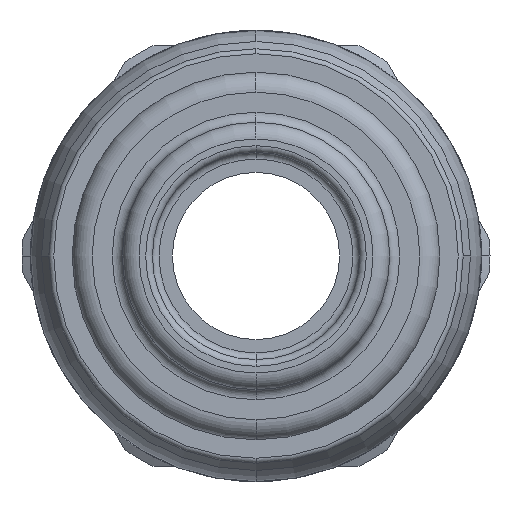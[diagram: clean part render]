
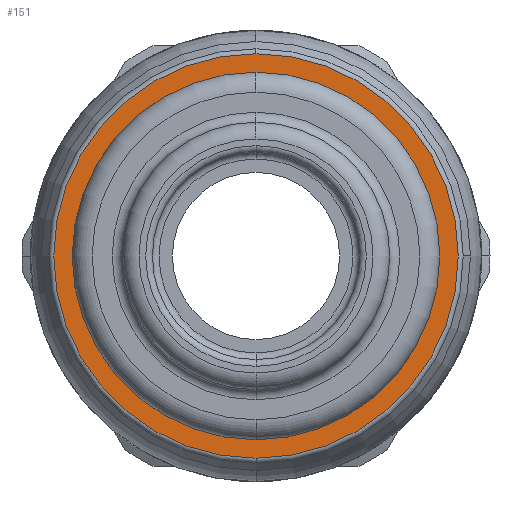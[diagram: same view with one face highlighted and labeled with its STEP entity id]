
A CAD part, front view. The second image highlights one B-rep face of the part: STEP entity #151.
In plain terms, the highlighted planar face has unit normal (0, -1, 0).
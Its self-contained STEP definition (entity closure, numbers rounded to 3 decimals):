
#151=ADVANCED_FACE('',(#390,#391),#392,.T.);
#390=FACE_OUTER_BOUND('',#655,.T.);
#391=FACE_BOUND('',#656,.T.);
#392=PLANE('',#657);
#655=EDGE_LOOP('',(#1567,#1568,#1569));
#656=EDGE_LOOP('',(#1570,#1571,#1572));
#657=AXIS2_PLACEMENT_3D('',#1573,#1574,#1575);
#1567=ORIENTED_EDGE('',*,*,#2092,.F.);
#1568=ORIENTED_EDGE('',*,*,#2093,.F.);
#1569=ORIENTED_EDGE('',*,*,#1883,.F.);
#1570=ORIENTED_EDGE('',*,*,#1890,.T.);
#1571=ORIENTED_EDGE('',*,*,#2091,.T.);
#1572=ORIENTED_EDGE('',*,*,#1891,.T.);
#1573=CARTESIAN_POINT('',(-5.175,17.4,0.0));
#1574=DIRECTION('',(0.,-1.0,-0.0));
#1575=DIRECTION('',(1.0,0.,0.0));
#1883=EDGE_CURVE('',#2318,#2320,#2321,.T.);
#1890=EDGE_CURVE('',#2334,#2332,#2335,.T.);
#1891=EDGE_CURVE('',#2326,#2334,#2336,.T.);
#2091=EDGE_CURVE('',#2332,#2326,#2656,.T.);
#2092=EDGE_CURVE('',#2657,#2318,#2658,.T.);
#2093=EDGE_CURVE('',#2320,#2657,#2659,.T.);
#2318=VERTEX_POINT('',#2922);
#2320=VERTEX_POINT('',#2924);
#2321=CIRCLE('',#2925,6.05);
#2326=VERTEX_POINT('',#2930);
#2332=VERTEX_POINT('',#2936);
#2334=VERTEX_POINT('',#2938);
#2335=CIRCLE('',#2939,4.3);
#2336=CIRCLE('',#2940,4.3);
#2656=CIRCLE('',#3550,4.3);
#2657=VERTEX_POINT('',#3551);
#2658=CIRCLE('',#3552,6.05);
#2659=CIRCLE('',#3553,6.05);
#2922=CARTESIAN_POINT('',(0.,17.4,6.05));
#2924=CARTESIAN_POINT('',(0.,17.4,-6.05));
#2925=AXIS2_PLACEMENT_3D('',#3843,#3844,#3845);
#2930=CARTESIAN_POINT('',(0.,17.4,-4.3));
#2936=CARTESIAN_POINT('',(0.,17.4,4.3));
#2938=CARTESIAN_POINT('',(-4.3,17.4,0.0));
#2939=AXIS2_PLACEMENT_3D('',#3864,#3865,#3866);
#2940=AXIS2_PLACEMENT_3D('',#3867,#3868,#3869);
#3550=AXIS2_PLACEMENT_3D('',#4247,#4248,#4249);
#3551=CARTESIAN_POINT('',(-6.05,17.4,0.0));
#3552=AXIS2_PLACEMENT_3D('',#4250,#4251,#4252);
#3553=AXIS2_PLACEMENT_3D('',#4253,#4254,#4255);
#3843=CARTESIAN_POINT('',(0.0,17.4,0.0));
#3844=DIRECTION('',(0.0,1.0,0.0));
#3845=DIRECTION('',(-1.0,0.0,0.0));
#3864=CARTESIAN_POINT('',(0.0,17.4,0.0));
#3865=DIRECTION('',(0.0,1.0,0.0));
#3866=DIRECTION('',(-1.0,0.0,0.0));
#3867=CARTESIAN_POINT('',(0.0,17.4,0.0));
#3868=DIRECTION('',(0.0,1.0,0.0));
#3869=DIRECTION('',(-1.0,0.0,0.0));
#4247=CARTESIAN_POINT('',(0.0,17.4,0.0));
#4248=DIRECTION('',(0.0,1.0,0.0));
#4249=DIRECTION('',(-1.0,0.0,0.0));
#4250=CARTESIAN_POINT('',(0.0,17.4,0.0));
#4251=DIRECTION('',(0.0,1.0,0.0));
#4252=DIRECTION('',(-1.0,0.0,0.0));
#4253=CARTESIAN_POINT('',(0.0,17.4,0.0));
#4254=DIRECTION('',(0.0,1.0,0.0));
#4255=DIRECTION('',(-1.0,0.0,0.0));
